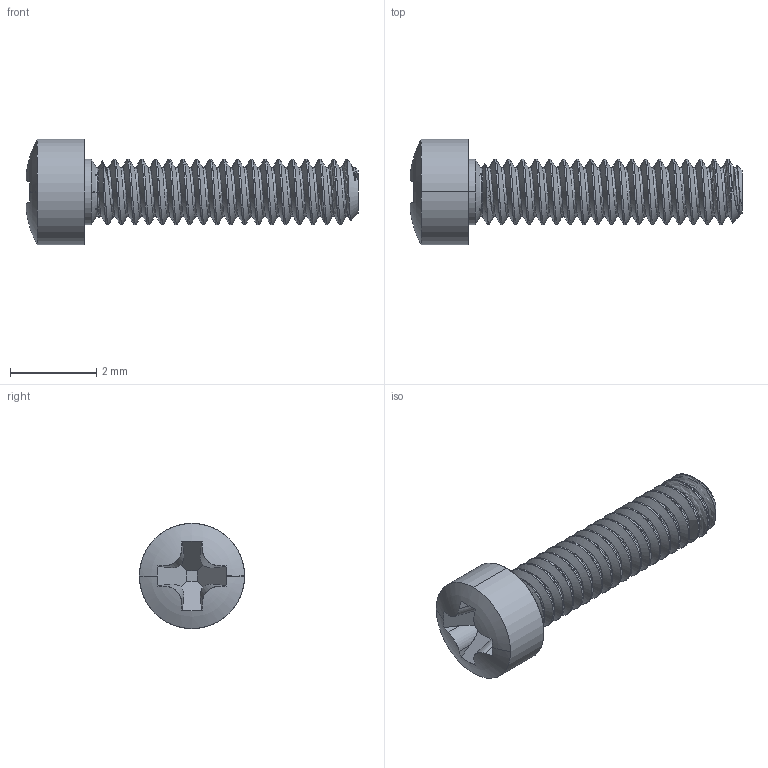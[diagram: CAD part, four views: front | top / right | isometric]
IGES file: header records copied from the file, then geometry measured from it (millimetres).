
Start section: SolidWorks IGES file using analytic representation for surfaces
Global section: file name: B000FN8B9E.3D.IGS; native system: SolidWorks 2010; preprocessor: SolidWorks 2010; author: yt00503; date: 130424.174459; units: inch
Bounding box: 7.7 x 2.44 x 2.44 mm (x, y, z)
Surface area: 63.1 mm2 (no closed solid volume)
Topology: 0 solids, 0 shells, 76 faces, 1248 edges, 1245 vertices
Faces by surface type: revolution 54, bspline 22
